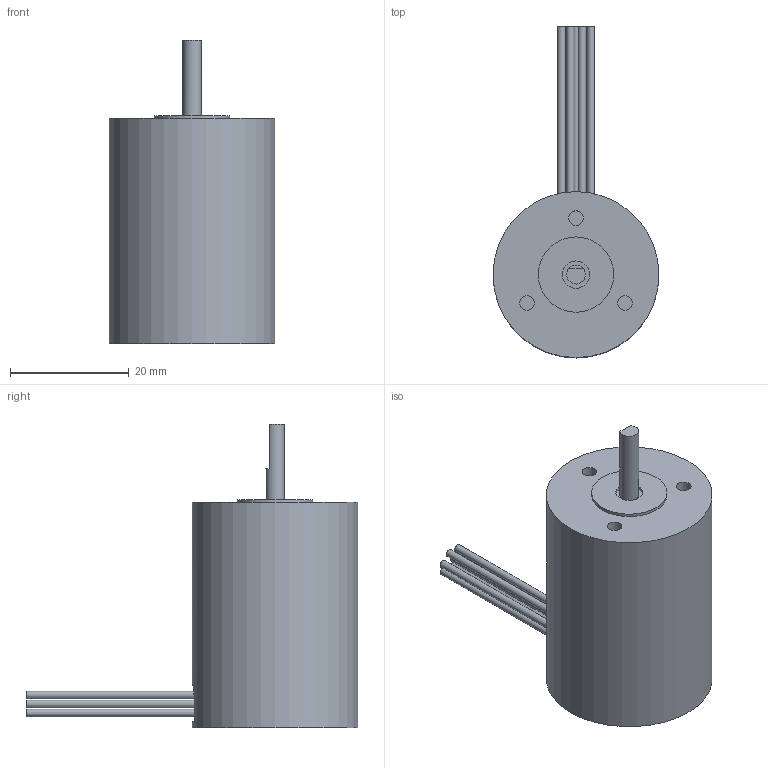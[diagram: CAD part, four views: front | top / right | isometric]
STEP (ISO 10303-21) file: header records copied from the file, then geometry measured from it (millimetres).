
FILE_DESCRIPTION( ( 'Unknown' ), '1' );
FILE_NAME( 'BR2838.stp', 'Unknown', ( 'Unknown' ), ( 'Unknown' ), 'PSStep 17.0.49', 'Unknown', ' ' );
FILE_SCHEMA( ( 'AUTOMOTIVE_DESIGN { 1 0 10303 214 1 1 1 1 }' ) );
Length unit declared in the file: millimetre
Products named in the file (1): 1
Bounding box: 28 x 56 x 51.2 mm (x, y, z)
Volume: 23681.3 mm3; surface area: 5937.3 mm2
Topology: 1 solids, 1 shells, 47 faces, 81 edges, 54 vertices
Faces by surface type: plane 25, cylinder 22
Full cylindrical faces by diameter (mm): 1.3 x8, 2.459 x9, 3.175 x1, 4.6 x1, 12.7 x1, 28 x1
Entity records: 1419 total; most frequent: DIRECTION 193, CARTESIAN_POINT 187, ORIENTED_EDGE 112, AXIS2_PLACEMENT_3D 90, EDGE_LOOP 86, FACE_OUTER_BOUND 68, EDGE_CURVE 56, VERTEX_POINT 50
